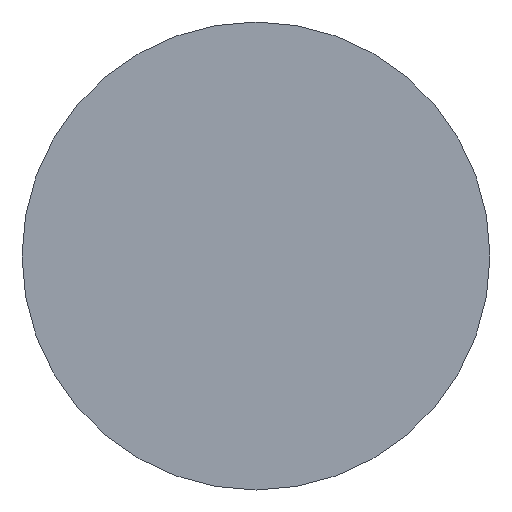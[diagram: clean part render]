
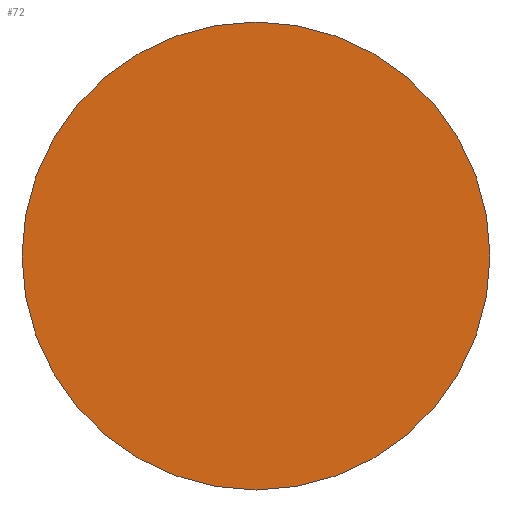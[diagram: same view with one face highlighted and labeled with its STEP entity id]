
A CAD part, left-side view. The second image highlights one B-rep face of the part: STEP entity #72.
In plain terms, the highlighted planar face has unit normal (-1, 0, 0).
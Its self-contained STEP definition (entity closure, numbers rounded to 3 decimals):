
#9 = AXIS2_PLACEMENT_3D ( 'NONE', #68, #47, #123 ) ;
#14 = EDGE_LOOP ( 'NONE', ( #83, #94 ) ) ;
#16 = DIRECTION ( 'NONE',  ( -1., 0., 0. ) ) ;
#35 = VERTEX_POINT ( 'NONE', #134 ) ;
#47 = DIRECTION ( 'NONE',  ( -1., 0., 0. ) ) ;
#54 = VERTEX_POINT ( 'NONE', #77 ) ;
#59 = CARTESIAN_POINT ( 'NONE',  ( 44.32, 26.089, 0. ) ) ;
#68 = CARTESIAN_POINT ( 'NONE',  ( 44.32, 26.089, 0. ) ) ;
#72 = ADVANCED_FACE ( 'NONE', ( #183 ), #174, .F. ) ;
#77 = CARTESIAN_POINT ( 'NONE',  ( 44.32, 26.089, -5. ) ) ;
#83 = ORIENTED_EDGE ( 'NONE', *, *, #155, .T. ) ;
#89 = CARTESIAN_POINT ( 'NONE',  ( 44.32, 26.089, 0. ) ) ;
#90 = EDGE_CURVE ( 'NONE', #54, #35, #172, .T. ) ;
#94 = ORIENTED_EDGE ( 'NONE', *, *, #90, .T. ) ;
#103 = DIRECTION ( 'NONE',  ( 1., 0., 0. ) ) ;
#107 = DIRECTION ( 'NONE',  ( 0., 0., 1. ) ) ;
#116 = AXIS2_PLACEMENT_3D ( 'NONE', #59, #103, #147 ) ;
#123 = DIRECTION ( 'NONE',  ( 0., 0., 1. ) ) ;
#125 = CIRCLE ( 'NONE', #9, 5. ) ;
#131 = AXIS2_PLACEMENT_3D ( 'NONE', #89, #16, #107 ) ;
#134 = CARTESIAN_POINT ( 'NONE',  ( 44.32, 26.089, 5. ) ) ;
#147 = DIRECTION ( 'NONE',  ( 0., 0., -1. ) ) ;
#155 = EDGE_CURVE ( 'NONE', #35, #54, #125, .T. ) ;
#172 = CIRCLE ( 'NONE', #131, 5. ) ;
#174 = PLANE ( 'NONE',  #116 ) ;
#183 = FACE_OUTER_BOUND ( 'NONE', #14, .T. ) ;
